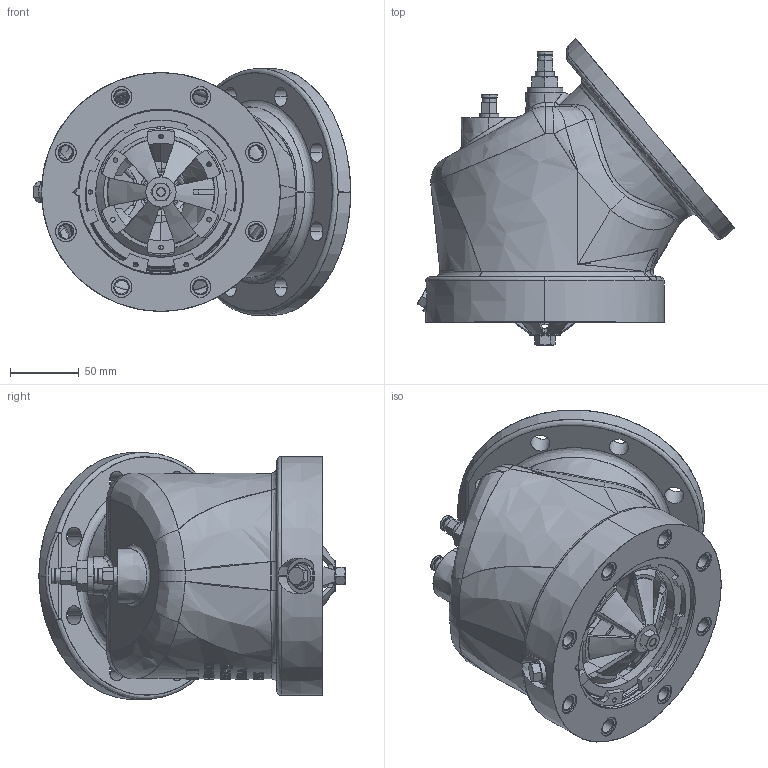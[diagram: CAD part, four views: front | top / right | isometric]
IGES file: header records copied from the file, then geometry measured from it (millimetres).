
Start section: SolidWorks IGES file using analytic representation for surfaces
Global section: file name: V100-40_18912.IGS; native system: SolidWorks 2014; preprocessor: SolidWorks 2014; author: LarsenR; date: 150429.144617; units: millimetre
Bounding box: 231.33 x 223.15 x 180 mm (x, y, z)
Surface area: 296558.8 mm2 (no closed solid volume)
Topology: 0 solids, 0 shells, 830 faces, 10120 edges, 10097 vertices
Faces by surface type: bspline 537, revolution 293
